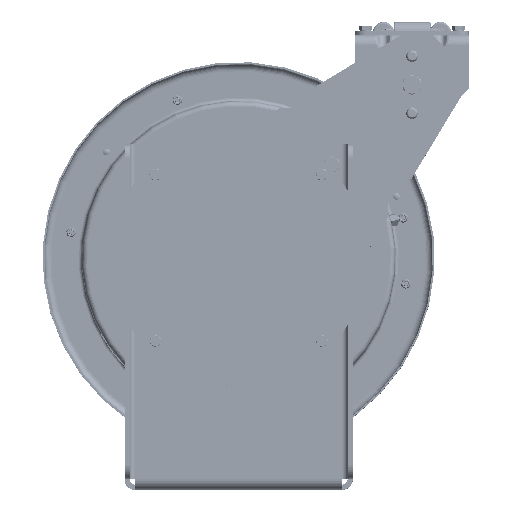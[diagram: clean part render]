
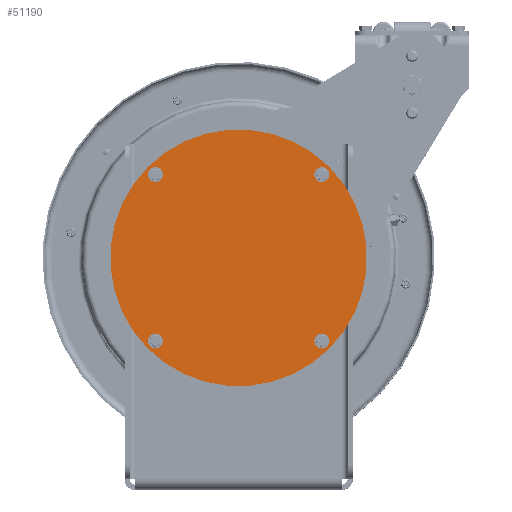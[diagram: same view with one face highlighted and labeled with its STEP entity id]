
A CAD part, top view. The second image highlights one B-rep face of the part: STEP entity #51190.
In plain terms, the highlighted planar face has unit normal (0, 0, 1).
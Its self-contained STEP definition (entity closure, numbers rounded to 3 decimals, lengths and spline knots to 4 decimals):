
#3291=FACE_BOUND('',#11246,.T.);
#3292=FACE_BOUND('',#11247,.T.);
#3293=FACE_BOUND('',#11248,.T.);
#3294=FACE_BOUND('',#11249,.T.);
#4579=PLANE('',#56460);
#7168=FACE_OUTER_BOUND('',#11245,.T.);
#11245=EDGE_LOOP('',(#40604));
#11246=EDGE_LOOP('',(#40605));
#11247=EDGE_LOOP('',(#40606));
#11248=EDGE_LOOP('',(#40607));
#11249=EDGE_LOOP('',(#40608));
#19288=CIRCLE('',#56447,0.1405);
#19290=CIRCLE('',#56450,0.1405);
#19292=CIRCLE('',#56453,0.1405);
#19294=CIRCLE('',#56456,0.1405);
#19295=CIRCLE('',#56458,4.5);
#23364=VERTEX_POINT('',#93565);
#23366=VERTEX_POINT('',#93570);
#23368=VERTEX_POINT('',#93575);
#23370=VERTEX_POINT('',#93580);
#23371=VERTEX_POINT('',#93583);
#29376=EDGE_CURVE('',#23364,#23364,#19288,.T.);
#29378=EDGE_CURVE('',#23366,#23366,#19290,.T.);
#29380=EDGE_CURVE('',#23368,#23368,#19292,.T.);
#29382=EDGE_CURVE('',#23370,#23370,#19294,.T.);
#29383=EDGE_CURVE('',#23371,#23371,#19295,.T.);
#40604=ORIENTED_EDGE('',*,*,#29383,.F.);
#40605=ORIENTED_EDGE('',*,*,#29376,.T.);
#40606=ORIENTED_EDGE('',*,*,#29378,.T.);
#40607=ORIENTED_EDGE('',*,*,#29380,.T.);
#40608=ORIENTED_EDGE('',*,*,#29382,.T.);
#51190=ADVANCED_FACE('',(#7168,#3291,#3292,#3293,#3294),#4579,.F.);
#56447=AXIS2_PLACEMENT_3D('',#93566,#68350,#68351);
#56450=AXIS2_PLACEMENT_3D('',#93571,#68356,#68357);
#56453=AXIS2_PLACEMENT_3D('',#93576,#68362,#68363);
#56456=AXIS2_PLACEMENT_3D('',#93581,#68368,#68369);
#56458=AXIS2_PLACEMENT_3D('',#93584,#68372,#68373);
#56460=AXIS2_PLACEMENT_3D('',#93587,#68376,#68377);
#68350=DIRECTION('center_axis',(0.,0.,
-1.));
#68351=DIRECTION('ref_axis',(-0.707,-0.707,0.));
#68356=DIRECTION('center_axis',(0.,0.,
-1.));
#68357=DIRECTION('ref_axis',(-0.707,0.707,0.));
#68362=DIRECTION('center_axis',(0.,0.,
-1.));
#68363=DIRECTION('ref_axis',(0.707,0.707,0.));
#68368=DIRECTION('center_axis',(0.,0.,
-1.));
#68369=DIRECTION('ref_axis',(0.707,-0.707,0.));
#68372=DIRECTION('center_axis',(0.,0.,
-1.));
#68373=DIRECTION('ref_axis',(-0.707,0.707,0.));
#68376=DIRECTION('center_axis',(0.,0.,
-1.));
#68377=DIRECTION('ref_axis',(-0.707,0.707,0.));
#93565=CARTESIAN_POINT('',(2.021,-9.8161,-5.8212));
#93566=CARTESIAN_POINT('Origin',(2.1203,-9.7168,-5.8212));
#93570=CARTESIAN_POINT('',(-3.8127,-9.6174,-5.8212));
#93571=CARTESIAN_POINT('Origin',(-3.7133,-9.7168,-5.8212));
#93575=CARTESIAN_POINT('',(-3.614,-3.7838,-5.8212));
#93576=CARTESIAN_POINT('Origin',(-3.7133,-3.8832,-5.8212));
#93580=CARTESIAN_POINT('',(2.2197,-3.9825,-5.8212));
#93581=CARTESIAN_POINT('Origin',(2.1203,-3.8832,-5.8212));
#93583=CARTESIAN_POINT('',(2.3855,-9.9819,-5.8212));
#93584=CARTESIAN_POINT('Origin',(-0.7965,-6.8,-5.8212));
#93587=CARTESIAN_POINT('Origin',(-0.7965,-6.8,-5.8212));
